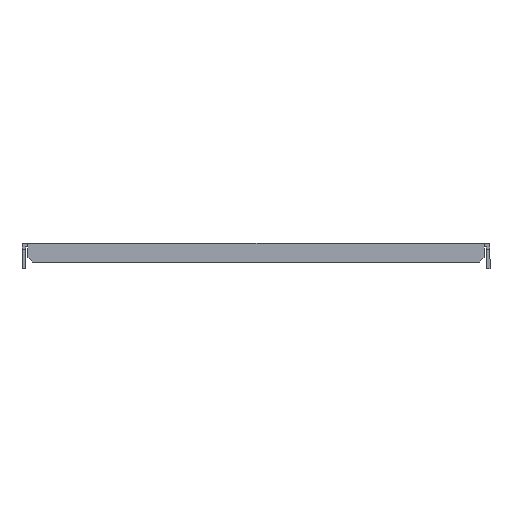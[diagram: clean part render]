
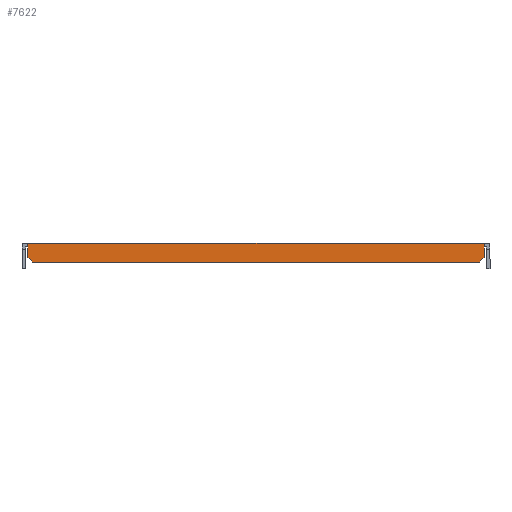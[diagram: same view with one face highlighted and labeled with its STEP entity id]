
A CAD part, front view. The second image highlights one B-rep face of the part: STEP entity #7622.
In plain terms, the highlighted planar face has unit normal (0, -1, 0).
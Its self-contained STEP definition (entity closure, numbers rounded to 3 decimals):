
#39 = CARTESIAN_POINT ( 'NONE',  ( 97., -110., 0. ) ) ;
#199 = DIRECTION ( 'NONE',  ( 0., 0., 1. ) ) ;
#355 = VERTEX_POINT ( 'NONE', #39 ) ;
#419 = ORIENTED_EDGE ( 'NONE', *, *, #12733, .F. ) ;
#552 = VERTEX_POINT ( 'NONE', #11790 ) ;
#1376 = LINE ( 'NONE', #4727, #12987 ) ;
#1838 = VERTEX_POINT ( 'NONE', #7165 ) ;
#2151 = EDGE_CURVE ( 'NONE', #552, #8463, #1376, .T. ) ;
#2157 = VECTOR ( 'NONE', #7244, 1000. ) ;
#2432 = VECTOR ( 'NONE', #199, 1000. ) ;
#2469 = DIRECTION ( 'NONE',  ( 1., 0., 0. ) ) ;
#2619 = EDGE_CURVE ( 'NONE', #8463, #14003, #3486, .T. ) ;
#2814 = CARTESIAN_POINT ( 'NONE',  ( 97., -110., -6. ) ) ;
#2892 = VECTOR ( 'NONE', #10498, 1000. ) ;
#2941 = VECTOR ( 'NONE', #14297, 1000. ) ;
#3373 = EDGE_CURVE ( 'NONE', #3932, #1838, #10535, .T. ) ;
#3430 = DIRECTION ( 'NONE',  ( 0., 0., -1. ) ) ;
#3458 = ORIENTED_EDGE ( 'NONE', *, *, #9313, .T. ) ;
#3486 = LINE ( 'NONE', #6953, #2892 ) ;
#3791 = CARTESIAN_POINT ( 'NONE',  ( -97., -110., 0. ) ) ;
#3932 = VERTEX_POINT ( 'NONE', #12280 ) ;
#4083 = ORIENTED_EDGE ( 'NONE', *, *, #4846, .T. ) ;
#4727 = CARTESIAN_POINT ( 'NONE',  ( -97., -110., 0. ) ) ;
#4846 = EDGE_CURVE ( 'NONE', #7680, #3932, #14278, .T. ) ;
#5240 = EDGE_LOOP ( 'NONE', ( #7449, #13692, #3458, #4083, #7845, #12279, #12540, #419 ) ) ;
#5301 = EDGE_CURVE ( 'NONE', #1838, #355, #11418, .T. ) ;
#6377 = EDGE_CURVE ( 'NONE', #355, #12576, #13084, .T. ) ;
#6786 = DIRECTION ( 'NONE',  ( 0., 1., 0. ) ) ;
#6896 = CARTESIAN_POINT ( 'NONE',  ( 97., -110., -2.5 ) ) ;
#6953 = CARTESIAN_POINT ( 'NONE',  ( -95., -110., -8. ) ) ;
#7165 = CARTESIAN_POINT ( 'NONE',  ( 97., -110., -2.5 ) ) ;
#7244 = DIRECTION ( 'NONE',  ( 0., 0., 1. ) ) ;
#7435 = CARTESIAN_POINT ( 'NONE',  ( 0., -110., 0. ) ) ;
#7449 = ORIENTED_EDGE ( 'NONE', *, *, #2151, .T. ) ;
#7622 = ADVANCED_FACE ( 'NONE', ( #13800 ), #11305, .F. ) ;
#7680 = VERTEX_POINT ( 'NONE', #12425 ) ;
#7801 = DIRECTION ( 'NONE',  ( 0., 0., 1. ) ) ;
#7845 = ORIENTED_EDGE ( 'NONE', *, *, #3373, .T. ) ;
#8463 = VERTEX_POINT ( 'NONE', #10028 ) ;
#8555 = DIRECTION ( 'NONE',  ( 0.707, 0., 0.707 ) ) ;
#8556 = VECTOR ( 'NONE', #2469, 1000. ) ;
#9234 = AXIS2_PLACEMENT_3D ( 'NONE', #13870, #6786, #11239 ) ;
#9313 = EDGE_CURVE ( 'NONE', #14003, #7680, #10621, .T. ) ;
#9506 = LINE ( 'NONE', #3791, #2157 ) ;
#10028 = CARTESIAN_POINT ( 'NONE',  ( -97., -110., -6. ) ) ;
#10270 = CARTESIAN_POINT ( 'NONE',  ( -97., -110., 0. ) ) ;
#10498 = DIRECTION ( 'NONE',  ( 0.707, 0., -0.707 ) ) ;
#10535 = LINE ( 'NONE', #12933, #2432 ) ;
#10621 = LINE ( 'NONE', #12715, #8556 ) ;
#11239 = DIRECTION ( 'NONE',  ( 0., 0., 1. ) ) ;
#11305 = PLANE ( 'NONE',  #9234 ) ;
#11418 = LINE ( 'NONE', #6896, #12300 ) ;
#11790 = CARTESIAN_POINT ( 'NONE',  ( -97., -110., -2.5 ) ) ;
#12279 = ORIENTED_EDGE ( 'NONE', *, *, #5301, .T. ) ;
#12280 = CARTESIAN_POINT ( 'NONE',  ( 97., -110., -6. ) ) ;
#12300 = VECTOR ( 'NONE', #7801, 1000. ) ;
#12425 = CARTESIAN_POINT ( 'NONE',  ( 95., -110., -8. ) ) ;
#12540 = ORIENTED_EDGE ( 'NONE', *, *, #6377, .T. ) ;
#12576 = VERTEX_POINT ( 'NONE', #10270 ) ;
#12696 = CARTESIAN_POINT ( 'NONE',  ( -95., -110., -8. ) ) ;
#12715 = CARTESIAN_POINT ( 'NONE',  ( 0., -110., -8. ) ) ;
#12733 = EDGE_CURVE ( 'NONE', #552, #12576, #9506, .T. ) ;
#12933 = CARTESIAN_POINT ( 'NONE',  ( 97., -110., 0. ) ) ;
#12987 = VECTOR ( 'NONE', #3430, 1000. ) ;
#13012 = VECTOR ( 'NONE', #8555, 1000. ) ;
#13084 = LINE ( 'NONE', #7435, #2941 ) ;
#13692 = ORIENTED_EDGE ( 'NONE', *, *, #2619, .T. ) ;
#13800 = FACE_OUTER_BOUND ( 'NONE', #5240, .T. ) ;
#13870 = CARTESIAN_POINT ( 'NONE',  ( 0., -110., 0. ) ) ;
#14003 = VERTEX_POINT ( 'NONE', #12696 ) ;
#14278 = LINE ( 'NONE', #2814, #13012 ) ;
#14297 = DIRECTION ( 'NONE',  ( -1., 0., 0. ) ) ;
